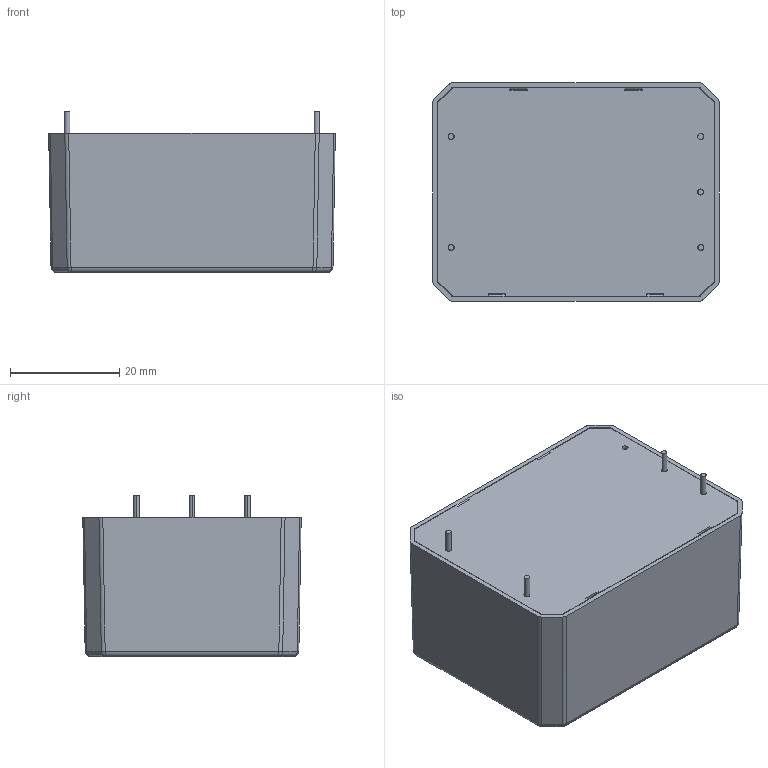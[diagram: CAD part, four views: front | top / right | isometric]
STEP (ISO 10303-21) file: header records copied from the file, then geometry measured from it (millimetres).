
FILE_DESCRIPTION (( 'STEP AP214' ), '1' );
FILE_NAME ('RACM30-SK_277_3D_20221107.STEP', '2022-11-07T14:33:59', ( '' ), ( '' ), 'SwSTEP 2.0', 'SolidWorks 2020', '' );
FILE_SCHEMA (( 'AUTOMOTIVE_DESIGN' ));
Length unit declared in the file: inch
Products named in the file (2): RACM30-SK_277_20220530; RACM30-SK_277_3D_20221107
Assembly tree (1 placements, depth 2):
  RACM30-SK_277_3D_20221107
    RACM30-SK_277_20220530
Bounding box: 52.5 x 40 x 29.5 mm (x, y, z)
Volume: 11112.5 mm3; surface area: 20703 mm2
Topology: 7 solids, 7 shells, 491 faces, 1243 edges, 780 vertices
Faces by surface type: plane 234, cylinder 198, sphere 24, bspline 20, cone 15
Entity records: 22478 total; most frequent: CARTESIAN_POINT 4114, ORIENTED_EDGE 2470, DIRECTION 2405, EDGE_CURVE 1235, AXIS2_PLACEMENT_3D 803, VECTOR 799, LINE 799, VERTEX_POINT 780
